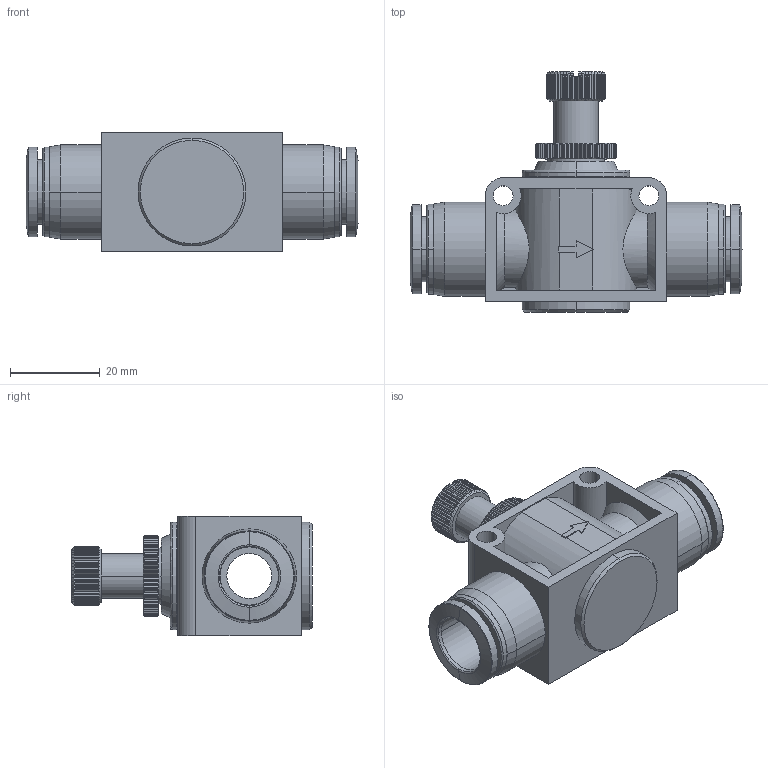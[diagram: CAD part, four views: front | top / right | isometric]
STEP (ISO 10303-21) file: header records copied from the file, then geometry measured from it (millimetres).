
FILE_DESCRIPTION (( 'STEP AP214' ), '1' );
FILE_NAME ('FVU12.step', '2016-02-24T20:38:07', ( '' ), ( '' ), 'SwSTEP 2.0', 'SolidWorks 2015', '' );
FILE_SCHEMA (( 'AUTOMOTIVE_DESIGN' ));
Length unit declared in the file: inch
Products named in the file (1): FVU12
Bounding box: 73.9 x 53.5 x 26.5 mm (x, y, z)
Volume: 31314.7 mm3; surface area: 14563 mm2
Topology: 1 solids, 1 shells, 623 faces, 1522 edges, 920 vertices
Faces by surface type: plane 287, cylinder 168, cone 158, bspline 6, torus 4
Entity records: 27007 total; most frequent: CARTESIAN_POINT 4872, ORIENTED_EDGE 3044, DIRECTION 2794, EDGE_CURVE 1522, AXIS2_PLACEMENT_3D 1134, VERTEX_POINT 920, EDGE_LOOP 648, DIMENSIONAL_EXPONENTS 626
